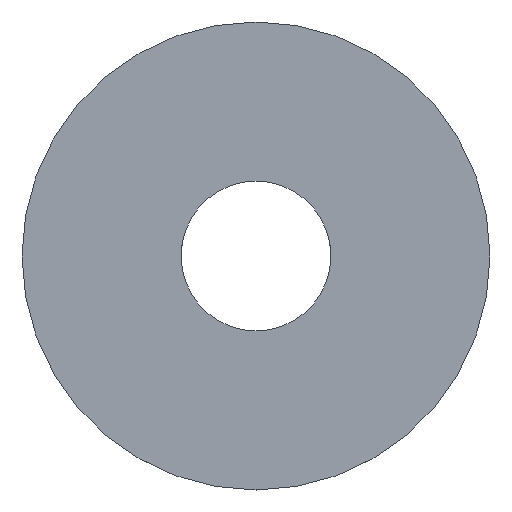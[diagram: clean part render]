
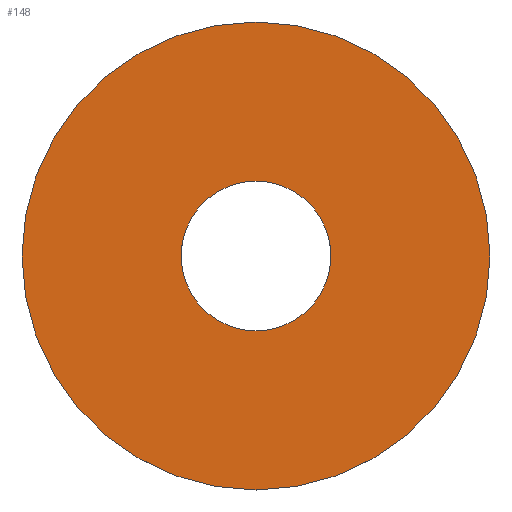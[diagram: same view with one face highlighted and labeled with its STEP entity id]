
A CAD part, top view. The second image highlights one B-rep face of the part: STEP entity #148.
In plain terms, the highlighted planar face has unit normal (0, 0, 1).
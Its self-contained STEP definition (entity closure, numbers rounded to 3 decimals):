
#2 = DIRECTION ( 'NONE',  ( 0., 1., 0. ) ) ;
#5 = EDGE_LOOP ( 'NONE', ( #164 ) ) ;
#11 = CARTESIAN_POINT ( 'NONE',  ( 0., 12.5, 0.2 ) ) ;
#24 = CARTESIAN_POINT ( 'NONE',  ( 0., 4., 0.2 ) ) ;
#27 = PLANE ( 'NONE',  #88 ) ;
#33 = AXIS2_PLACEMENT_3D ( 'NONE', #108, #97, #166 ) ;
#38 = CIRCLE ( 'NONE', #168, 4. ) ;
#40 = FACE_BOUND ( 'NONE', #96, .T. ) ;
#45 = ORIENTED_EDGE ( 'NONE', *, *, #154, .T. ) ;
#56 = FACE_OUTER_BOUND ( 'NONE', #5, .T. ) ;
#64 = VERTEX_POINT ( 'NONE', #24 ) ;
#67 = DIRECTION ( 'NONE',  ( 0., -1., 0. ) ) ;
#88 = AXIS2_PLACEMENT_3D ( 'NONE', #89, #91, #67 ) ;
#89 = CARTESIAN_POINT ( 'NONE',  ( 0., 4., 0.2 ) ) ;
#91 = DIRECTION ( 'NONE',  ( 0., 0., 1. ) ) ;
#96 = EDGE_LOOP ( 'NONE', ( #45 ) ) ;
#97 = DIRECTION ( 'NONE',  ( 0., 0., -1. ) ) ;
#107 = CIRCLE ( 'NONE', #33, 12.5 ) ;
#108 = CARTESIAN_POINT ( 'NONE',  ( 0., 0., 0.2 ) ) ;
#109 = EDGE_CURVE ( 'NONE', #128, #128, #107, .T. ) ;
#113 = DIRECTION ( 'NONE',  ( 0., 0., -1. ) ) ;
#128 = VERTEX_POINT ( 'NONE', #11 ) ;
#144 = CARTESIAN_POINT ( 'NONE',  ( 0., 0., 0.2 ) ) ;
#148 = ADVANCED_FACE ( 'NONE', ( #40, #56 ), #27, .T. ) ;
#154 = EDGE_CURVE ( 'NONE', #64, #64, #38, .T. ) ;
#164 = ORIENTED_EDGE ( 'NONE', *, *, #109, .F. ) ;
#166 = DIRECTION ( 'NONE',  ( 0., 1., 0. ) ) ;
#168 = AXIS2_PLACEMENT_3D ( 'NONE', #144, #113, #2 ) ;
